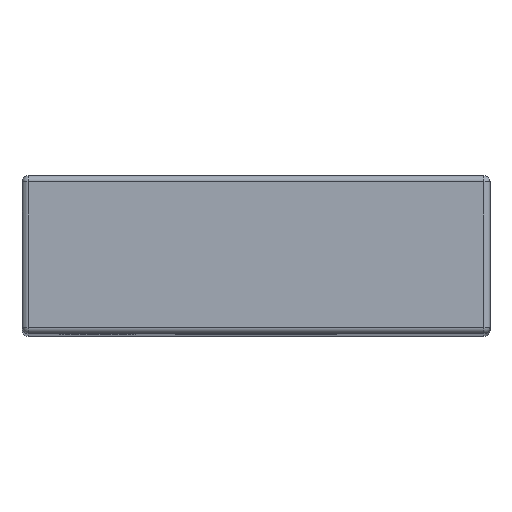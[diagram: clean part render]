
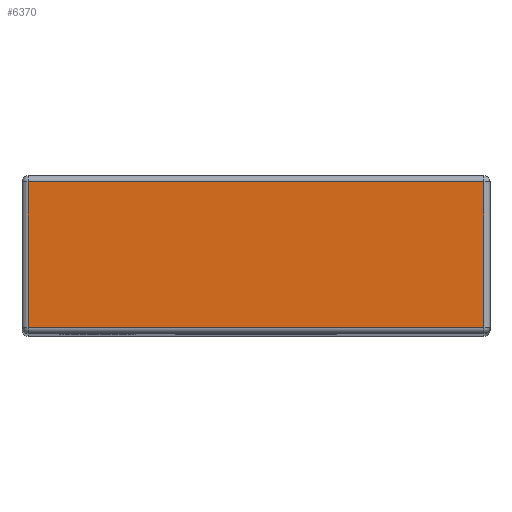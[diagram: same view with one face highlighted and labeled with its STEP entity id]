
A CAD part, top view. The second image highlights one B-rep face of the part: STEP entity #6370.
In plain terms, the highlighted planar face has unit normal (0, 0, 1).
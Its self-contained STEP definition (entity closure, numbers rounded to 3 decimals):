
#5929=CARTESIAN_POINT('',(-72.,48.0,249.));
#5930=VERTEX_POINT('',#5929);
#5988=CARTESIAN_POINT('',(72.0,48.0,249.));
#5989=VERTEX_POINT('',#5988);
#6063=CARTESIAN_POINT('',(-72.,2.,249.));
#6064=VERTEX_POINT('',#6063);
#6089=CARTESIAN_POINT('',(72.0,2.,249.));
#6090=VERTEX_POINT('',#6089);
#6123=CARTESIAN_POINT('',(72.0,2.,249.));
#6124=DIRECTION('',(-1.0,0.0,0.0));
#6125=VECTOR('',#6124,144.0);
#6126=LINE('',#6123,#6125);
#6127=EDGE_CURVE('',#6090,#6064,#6126,.T.);
#6162=CARTESIAN_POINT('',(72.0,48.0,249.));
#6163=DIRECTION('',(0.0,-1.0,0.0));
#6164=VECTOR('',#6163,46.);
#6165=LINE('',#6162,#6164);
#6166=EDGE_CURVE('',#5989,#6090,#6165,.T.);
#6201=CARTESIAN_POINT('',(-72.,2.,249.));
#6202=DIRECTION('',(0.0,1.0,0.0));
#6203=VECTOR('',#6202,46.);
#6204=LINE('',#6201,#6203);
#6205=EDGE_CURVE('',#6064,#5930,#6204,.T.);
#6284=CARTESIAN_POINT('',(-72.,48.0,249.));
#6285=DIRECTION('',(1.0,0.0,0.0));
#6286=VECTOR('',#6285,144.);
#6287=LINE('',#6284,#6286);
#6288=EDGE_CURVE('',#5930,#5989,#6287,.T.);
#6359=CARTESIAN_POINT('',(0.,25.0,249.));
#6360=DIRECTION('',(0.0,0.0,1.0));
#6361=DIRECTION('',(1.0,0.0,0.0));
#6362=AXIS2_PLACEMENT_3D('',#6359,#6360,#6361);
#6363=PLANE('',#6362);
#6364=ORIENTED_EDGE('',*,*,#6127,.F.);
#6365=ORIENTED_EDGE('',*,*,#6166,.F.);
#6366=ORIENTED_EDGE('',*,*,#6288,.F.);
#6367=ORIENTED_EDGE('',*,*,#6205,.F.);
#6368=EDGE_LOOP('',(#6364,#6365,#6366,#6367));
#6369=FACE_OUTER_BOUND('',#6368,.T.);
#6370=ADVANCED_FACE('',(#6369),#6363,.T.);
